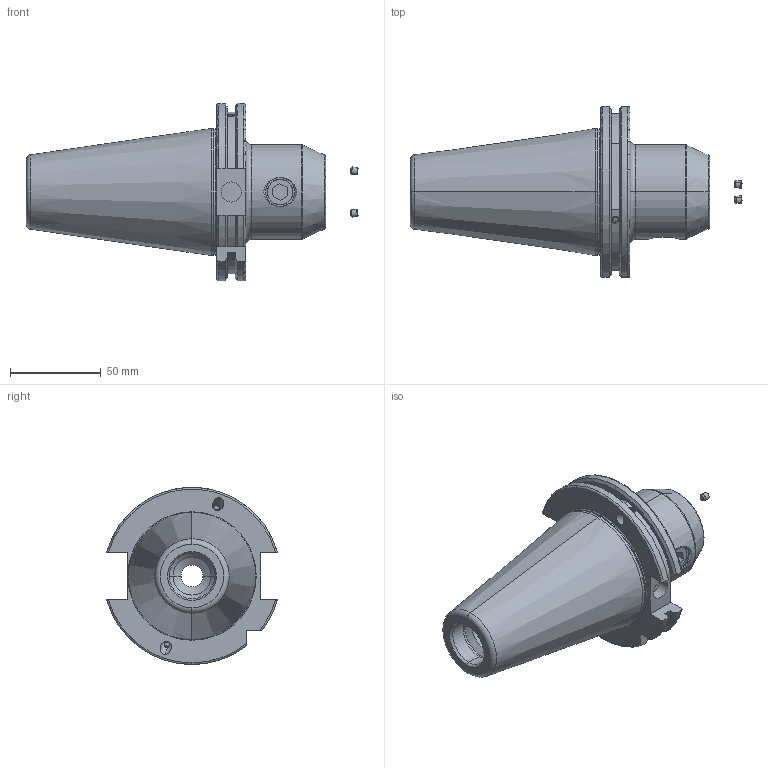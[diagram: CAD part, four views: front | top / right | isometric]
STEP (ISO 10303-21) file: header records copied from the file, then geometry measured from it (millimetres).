
FILE_DESCRIPTION (( 'STEP AP203' ), '1' );
FILE_NAME ('SK50 EK 20 063 FTC WW.STEP', '2014-09-03T13:34:26', ( 'SYS5' ), ( '' ), 'SwSTEP 2.0', 'SolidWorks 2009', '' );
FILE_SCHEMA (( 'CONFIG_CONTROL_DESIGN' ));
Length unit declared in the file: millimetre
Products named in the file (4): M16X16_ISO 4026 - M16 x 10-N; Copy of M4X4_DIN 913 - M4 x 4-N; SK50 EK 20 063 FTC WW
Assembly tree (6 placements, depth 2):
  SK50 EK 20 063 FTC WW
    SK50 EK 20 063 FTC WW
    Copy of M4X4_DIN 913 - M4 x 4-N  x4
    M16X16_ISO 4026 - M16 x 10-N
Bounding box: 182.55 x 94.05 x 97.5 mm (x, y, z)
Volume: 401074.1 mm3; surface area: 55744.4 mm2
Topology: 6 solids, 6 shells, 202 faces, 483 edges, 305 vertices
Faces by surface type: plane 75, cylinder 63, cone 42, torus 22
Entity records: 5752 total; most frequent: CARTESIAN_POINT 1534, DIRECTION 800, ORIENTED_EDGE 774, EDGE_CURVE 387, AXIS2_PLACEMENT_3D 319, VERTEX_POINT 245, EDGE_LOOP 182, LINE 162
